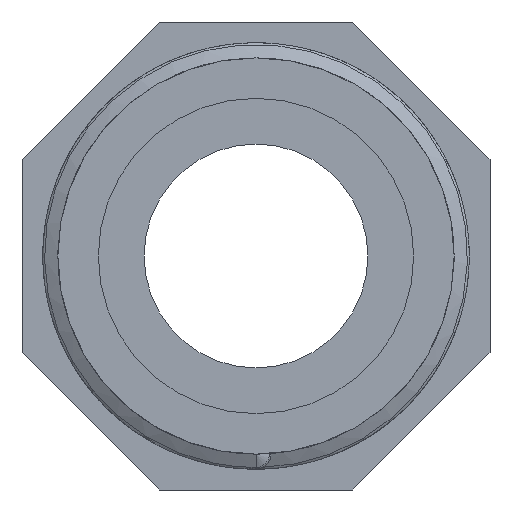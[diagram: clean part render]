
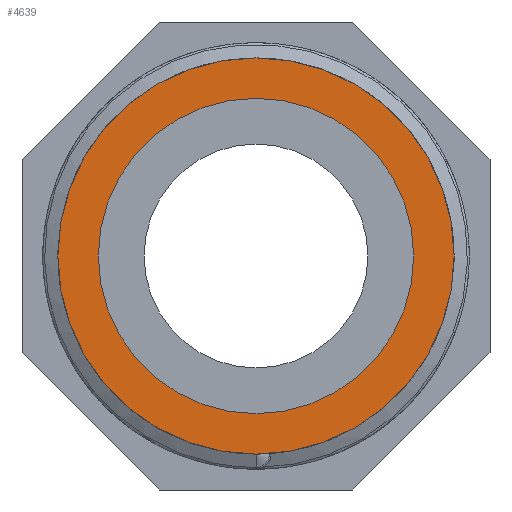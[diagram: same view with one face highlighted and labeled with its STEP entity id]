
A CAD part, left-side view. The second image highlights one B-rep face of the part: STEP entity #4639.
In plain terms, the highlighted planar face has unit normal (-1, 0, 0).
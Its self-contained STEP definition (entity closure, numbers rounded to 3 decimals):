
#4 = EDGE_CURVE ( 'NONE', #2761, #2695, #852, .T. ) ;
#126 = EDGE_CURVE ( 'NONE', #2695, #2761, #1981, .T. ) ;
#291 = CARTESIAN_POINT ( 'NONE',  ( -28., 0., 0. ) ) ;
#292 = DIRECTION ( 'NONE',  ( -1., 0., 0. ) ) ;
#293 = DIRECTION ( 'NONE',  ( 0., 0., 1. ) ) ;
#573 = EDGE_LOOP ( 'NONE', ( #721, #722 ) ) ;
#578 = EDGE_LOOP ( 'NONE', ( #719, #720 ) ) ;
#719 = ORIENTED_EDGE ( 'NONE', *, *, #4, .T. ) ;
#720 = ORIENTED_EDGE ( 'NONE', *, *, #126, .T. ) ;
#721 = ORIENTED_EDGE ( 'NONE', *, *, #5369, .F. ) ;
#722 = ORIENTED_EDGE ( 'NONE', *, *, #2792, .F. ) ;
#851 = AXIS2_PLACEMENT_3D ( 'NONE', #3037, #3038, #3039 ) ;
#852 = CIRCLE ( 'NONE', #851, 19.475 ) ;
#1401 = FACE_OUTER_BOUND ( 'NONE', #578, .T. ) ;
#1816 = CARTESIAN_POINT ( 'NONE',  ( -28., 0., -19.475 ) ) ;
#1981 = CIRCLE ( 'NONE', #1983, 19.475 ) ;
#1983 = AXIS2_PLACEMENT_3D ( 'NONE', #2296, #2297, #2298 ) ;
#2296 = CARTESIAN_POINT ( 'NONE',  ( -28., 0., 0. ) ) ;
#2297 = DIRECTION ( 'NONE',  ( -1., 0., 0. ) ) ;
#2298 = DIRECTION ( 'NONE',  ( 0., 0., 1. ) ) ;
#2695 = VERTEX_POINT ( 'NONE', #1816 ) ;
#2712 = VERTEX_POINT ( 'NONE', #5410 ) ;
#2713 = VERTEX_POINT ( 'NONE', #5411 ) ;
#2761 = VERTEX_POINT ( 'NONE', #5459 ) ;
#2792 = EDGE_CURVE ( 'NONE', #2712, #2713, #2825, .T. ) ;
#2825 = CIRCLE ( 'NONE', #2826, 15.5 ) ;
#2826 = AXIS2_PLACEMENT_3D ( 'NONE', #5505, #5506, #5507 ) ;
#2882 = AXIS2_PLACEMENT_3D ( 'NONE', #3451, #3452, #3453 ) ;
#2924 = CIRCLE ( 'NONE', #2926, 15.5 ) ;
#2926 = AXIS2_PLACEMENT_3D ( 'NONE', #291, #292, #293 ) ;
#3037 = CARTESIAN_POINT ( 'NONE',  ( -28., 0., 0. ) ) ;
#3038 = DIRECTION ( 'NONE',  ( -1., 0., 0. ) ) ;
#3039 = DIRECTION ( 'NONE',  ( 0., 0., 1. ) ) ;
#3448 = FACE_BOUND ( 'NONE', #573, .T. ) ;
#3449 = PLANE ( 'NONE',  #2882 ) ;
#3451 = CARTESIAN_POINT ( 'NONE',  ( -28., 19.475, 0. ) ) ;
#3452 = DIRECTION ( 'NONE',  ( 1., 0., 0. ) ) ;
#3453 = DIRECTION ( 'NONE',  ( 0., 0., -1. ) ) ;
#4639 = ADVANCED_FACE ( 'NONE', ( #1401, #3448 ), #3449, .F. ) ;
#5369 = EDGE_CURVE ( 'NONE', #2713, #2712, #2924, .T. ) ;
#5410 = CARTESIAN_POINT ( 'NONE',  ( -28., 0., -15.5 ) ) ;
#5411 = CARTESIAN_POINT ( 'NONE',  ( -28., 0., 15.5 ) ) ;
#5459 = CARTESIAN_POINT ( 'NONE',  ( -28., 0., 19.475 ) ) ;
#5505 = CARTESIAN_POINT ( 'NONE',  ( -28., 0., 0. ) ) ;
#5506 = DIRECTION ( 'NONE',  ( -1., 0., 0. ) ) ;
#5507 = DIRECTION ( 'NONE',  ( 0., 0., 1. ) ) ;
